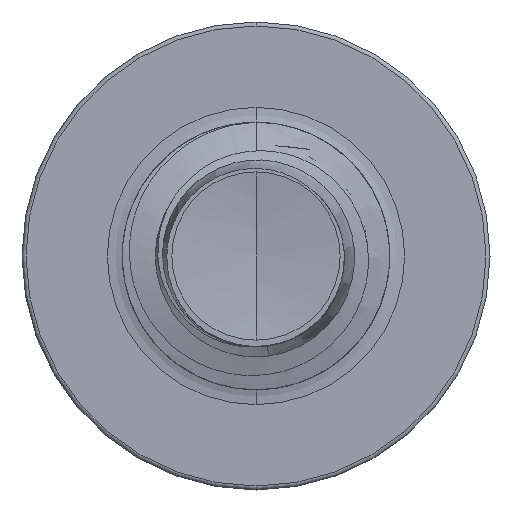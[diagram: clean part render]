
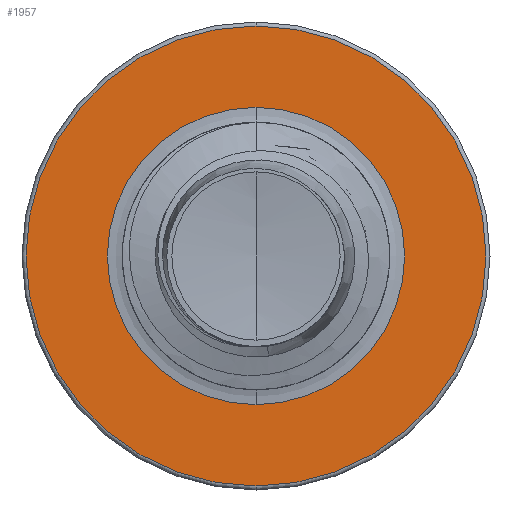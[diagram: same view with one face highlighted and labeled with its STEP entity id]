
A CAD part, front view. The second image highlights one B-rep face of the part: STEP entity #1957.
In plain terms, the highlighted planar face has unit normal (0, -1, 0).
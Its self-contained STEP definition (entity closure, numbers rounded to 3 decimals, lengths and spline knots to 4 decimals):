
#491 = DIRECTION ( 'NONE',  ( 0., 1., 0. ) ) ;
#1957 = ADVANCED_FACE ( 'NONE', ( #21969, #28589 ), #22880, .F. ) ;
#3670 = AXIS2_PLACEMENT_3D ( 'NONE', #9488, #27849, #12285 ) ;
#3694 = EDGE_LOOP ( 'NONE', ( #29636, #12680 ) ) ;
#5273 = ORIENTED_EDGE ( 'NONE', *, *, #8724, .F. ) ;
#5938 = CARTESIAN_POINT ( 'NONE',  ( 0., 10., 0. ) ) ;
#7247 = CARTESIAN_POINT ( 'NONE',  ( 0., 10., 0. ) ) ;
#8724 = EDGE_CURVE ( 'NONE', #8951, #31330, #25392, .T. ) ;
#8731 = DIRECTION ( 'NONE',  ( 0., 0., 1. ) ) ;
#8951 = VERTEX_POINT ( 'NONE', #33465 ) ;
#9488 = CARTESIAN_POINT ( 'NONE',  ( 0., 10., -1.1116 ) ) ;
#10043 = DIRECTION ( 'NONE',  ( 0., 0., 1. ) ) ;
#10063 = AXIS2_PLACEMENT_3D ( 'NONE', #25993, #10196, #28488 ) ;
#10196 = DIRECTION ( 'NONE',  ( 0., 1., 0. ) ) ;
#10601 = EDGE_CURVE ( 'NONE', #26592, #19674, #15700, .T. ) ;
#11792 = ORIENTED_EDGE ( 'NONE', *, *, #18000, .F. ) ;
#12285 = DIRECTION ( 'NONE',  ( 0., 0., 1. ) ) ;
#12680 = ORIENTED_EDGE ( 'NONE', *, *, #21507, .T. ) ;
#13673 = EDGE_LOOP ( 'NONE', ( #11792, #5273 ) ) ;
#15700 = CIRCLE ( 'NONE', #17703, 1.1116 ) ;
#16438 = CIRCLE ( 'NONE', #29590, 1.1116 ) ;
#17263 = CARTESIAN_POINT ( 'NONE',  ( 0., 10., 0. ) ) ;
#17703 = AXIS2_PLACEMENT_3D ( 'NONE', #5938, #24682, #8731 ) ;
#18000 = EDGE_CURVE ( 'NONE', #31330, #8951, #21026, .T. ) ;
#18123 = CARTESIAN_POINT ( 'NONE',  ( 0., 10., -1.1116 ) ) ;
#19077 = AXIS2_PLACEMENT_3D ( 'NONE', #7247, #25860, #10043 ) ;
#19674 = VERTEX_POINT ( 'NONE', #18123 ) ;
#19944 = DIRECTION ( 'NONE',  ( 0., 0., 1. ) ) ;
#21026 = CIRCLE ( 'NONE', #19077, 1.72 ) ;
#21507 = EDGE_CURVE ( 'NONE', #19674, #26592, #16438, .T. ) ;
#21878 = CARTESIAN_POINT ( 'NONE',  ( 0., 10., 1.1116 ) ) ;
#21969 = FACE_OUTER_BOUND ( 'NONE', #13673, .T. ) ;
#22880 = PLANE ( 'NONE',  #3670 ) ;
#24682 = DIRECTION ( 'NONE',  ( 0., 1., 0. ) ) ;
#25392 = CIRCLE ( 'NONE', #10063, 1.72 ) ;
#25860 = DIRECTION ( 'NONE',  ( 0., 1., 0. ) ) ;
#25993 = CARTESIAN_POINT ( 'NONE',  ( 0., 10., 0. ) ) ;
#26592 = VERTEX_POINT ( 'NONE', #21878 ) ;
#26845 = CARTESIAN_POINT ( 'NONE',  ( 0., 10., 1.72 ) ) ;
#27849 = DIRECTION ( 'NONE',  ( 0., 1., 0. ) ) ;
#28488 = DIRECTION ( 'NONE',  ( 0., 0., 1. ) ) ;
#28589 = FACE_BOUND ( 'NONE', #3694, .T. ) ;
#29590 = AXIS2_PLACEMENT_3D ( 'NONE', #17263, #491, #19944 ) ;
#29636 = ORIENTED_EDGE ( 'NONE', *, *, #10601, .T. ) ;
#31330 = VERTEX_POINT ( 'NONE', #26845 ) ;
#33465 = CARTESIAN_POINT ( 'NONE',  ( 0., 10., -1.72 ) ) ;
